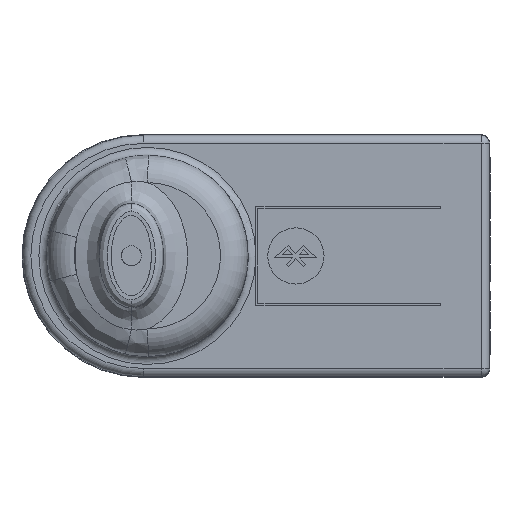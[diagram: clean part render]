
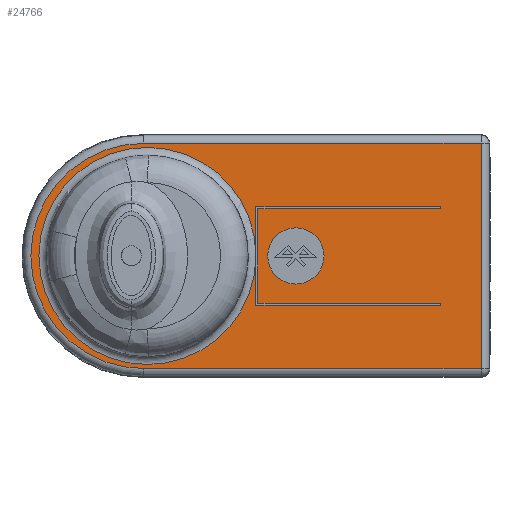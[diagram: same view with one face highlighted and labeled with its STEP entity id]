
A CAD part, top view. The second image highlights one B-rep face of the part: STEP entity #24766.
In plain terms, the highlighted face is planar.
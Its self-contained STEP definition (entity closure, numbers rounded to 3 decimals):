
#2380=FACE_BOUND('',#3906,.T.);
#2523=FACE_OUTER_BOUND('',#3905,.T.);
#3905=EDGE_LOOP('',(#16758,#16759,#16760,#16761));
#3906=EDGE_LOOP('',(#16762,#16763,#16764,#16765,#16766,#16767,#16768,#16769,
#16770,#16771,#16772));
#5320=CIRCLE('',#26230,14.);
#5321=CIRCLE('',#26231,13.5);
#5322=CIRCLE('',#26232,13.5);
#5573=LINE('',#31098,#7810);
#5574=LINE('',#31102,#7811);
#5575=LINE('',#31103,#7812);
#5576=LINE('',#31106,#7813);
#5577=LINE('',#31112,#7814);
#5578=LINE('',#31114,#7815);
#5579=LINE('',#31116,#7816);
#5580=LINE('',#31118,#7817);
#5581=LINE('',#31120,#7818);
#5582=LINE('',#31122,#7819);
#5583=LINE('',#31124,#7820);
#5584=LINE('',#31125,#7821);
#7810=VECTOR('',#27296,42.);
#7811=VECTOR('',#27299,42.);
#7812=VECTOR('',#27300,28.);
#7813=VECTOR('',#27301,10.);
#7814=VECTOR('',#27306,6.125);
#7815=VECTOR('',#27307,23.);
#7816=VECTOR('',#27308,0.25);
#7817=VECTOR('',#27309,22.75);
#7818=VECTOR('',#27310,11.75);
#7819=VECTOR('',#27311,22.75);
#7820=VECTOR('',#27312,0.25);
#7821=VECTOR('',#27313,23.);
#10018=VERTEX_POINT('',#31096);
#10019=VERTEX_POINT('',#31097);
#10020=VERTEX_POINT('',#31099);
#10021=VERTEX_POINT('',#31101);
#10022=VERTEX_POINT('',#31104);
#10023=VERTEX_POINT('',#31105);
#10024=VERTEX_POINT('',#31107);
#10025=VERTEX_POINT('',#31109);
#10026=VERTEX_POINT('',#31111);
#10027=VERTEX_POINT('',#31113);
#10028=VERTEX_POINT('',#31115);
#10029=VERTEX_POINT('',#31117);
#10030=VERTEX_POINT('',#31119);
#10031=VERTEX_POINT('',#31121);
#10032=VERTEX_POINT('',#31123);
#12666=EDGE_CURVE('',#10018,#10019,#5573,.T.);
#12667=EDGE_CURVE('',#10020,#10019,#5320,.T.);
#12668=EDGE_CURVE('',#10020,#10021,#5574,.T.);
#12669=EDGE_CURVE('',#10021,#10018,#5575,.T.);
#12670=EDGE_CURVE('',#10022,#10023,#5576,.T.);
#12671=EDGE_CURVE('',#10023,#10024,#5321,.T.);
#12672=EDGE_CURVE('',#10024,#10025,#5322,.T.);
#12673=EDGE_CURVE('',#10025,#10026,#5577,.T.);
#12674=EDGE_CURVE('',#10026,#10027,#5578,.T.);
#12675=EDGE_CURVE('',#10027,#10028,#5579,.T.);
#12676=EDGE_CURVE('',#10029,#10028,#5580,.T.);
#12677=EDGE_CURVE('',#10030,#10029,#5581,.T.);
#12678=EDGE_CURVE('',#10030,#10031,#5582,.T.);
#12679=EDGE_CURVE('',#10031,#10032,#5583,.T.);
#12680=EDGE_CURVE('',#10032,#10022,#5584,.T.);
#16758=ORIENTED_EDGE('',*,*,#12666,.T.);
#16759=ORIENTED_EDGE('',*,*,#12667,.F.);
#16760=ORIENTED_EDGE('',*,*,#12668,.T.);
#16761=ORIENTED_EDGE('',*,*,#12669,.T.);
#16762=ORIENTED_EDGE('',*,*,#12670,.T.);
#16763=ORIENTED_EDGE('',*,*,#12671,.T.);
#16764=ORIENTED_EDGE('',*,*,#12672,.T.);
#16765=ORIENTED_EDGE('',*,*,#12673,.T.);
#16766=ORIENTED_EDGE('',*,*,#12674,.T.);
#16767=ORIENTED_EDGE('',*,*,#12675,.T.);
#16768=ORIENTED_EDGE('',*,*,#12676,.F.);
#16769=ORIENTED_EDGE('',*,*,#12677,.F.);
#16770=ORIENTED_EDGE('',*,*,#12678,.T.);
#16771=ORIENTED_EDGE('',*,*,#12679,.T.);
#16772=ORIENTED_EDGE('',*,*,#12680,.T.);
#24179=PLANE('',#26229);
#24766=ADVANCED_FACE('',(#2523,#2380),#24179,.T.);
#26229=AXIS2_PLACEMENT_3D('',#31095,#27294,#27295);
#26230=AXIS2_PLACEMENT_3D('',#31100,#27297,#27298);
#26231=AXIS2_PLACEMENT_3D('',#31108,#27302,#27303);
#26232=AXIS2_PLACEMENT_3D('',#31110,#27304,#27305);
#27294=DIRECTION('center_axis',(0.,1.,0.));
#27295=DIRECTION('ref_axis',(1.,0.,0.));
#27296=DIRECTION('',(-1.,0.,0.));
#27297=DIRECTION('center_axis',(0.,-1.,0.));
#27298=DIRECTION('ref_axis',(-0.01,0.,1.));
#27299=DIRECTION('',(1.,0.,0.));
#27300=DIRECTION('',(0.,0.,-1.));
#27301=DIRECTION('',(0.,0.,-1.));
#27302=DIRECTION('center_axis',(0.,-1.,0.));
#27303=DIRECTION('ref_axis',(-1.,0.,0.));
#27304=DIRECTION('center_axis',(0.,-1.,0.));
#27305=DIRECTION('ref_axis',(-1.,0.,0.));
#27306=DIRECTION('',(0.,0.,-1.));
#27307=DIRECTION('',(1.,0.,0.));
#27308=DIRECTION('',(0.,0.,1.));
#27309=DIRECTION('',(1.,0.,0.));
#27310=DIRECTION('',(0.,0.,-1.));
#27311=DIRECTION('',(1.,0.,0.));
#27312=DIRECTION('',(0.,0.,1.));
#27313=DIRECTION('',(-1.,0.,0.));
#31095=CARTESIAN_POINT('Origin',(0.,7.,0.));
#31096=CARTESIAN_POINT('',(28.,7.,-14.));
#31097=CARTESIAN_POINT('',(-14.,7.,-14.));
#31098=CARTESIAN_POINT('',(28.,7.,-14.));
#31099=CARTESIAN_POINT('',(-14.,7.,14.));
#31100=CARTESIAN_POINT('Origin',(-14.,7.,0.));
#31101=CARTESIAN_POINT('',(28.,7.,14.));
#31102=CARTESIAN_POINT('',(-14.,7.,14.));
#31103=CARTESIAN_POINT('',(28.,7.,14.));
#31104=CARTESIAN_POINT('',(0.,7.,6.125));
#31105=CARTESIAN_POINT('',(0.,7.,0.014));
#31106=CARTESIAN_POINT('',(0.,7.,-3.063));
#31107=CARTESIAN_POINT('',(-0.001,7.,0.119));
#31108=CARTESIAN_POINT('Origin',(-13.5,7.,0.));
#31109=CARTESIAN_POINT('',(0.,7.,0.));
#31110=CARTESIAN_POINT('Origin',(-13.5,7.,0.));
#31111=CARTESIAN_POINT('',(0.,7.,-6.125));
#31112=CARTESIAN_POINT('',(0.,7.,0.));
#31113=CARTESIAN_POINT('',(23.,7.,-6.125));
#31114=CARTESIAN_POINT('',(0.,7.,-6.125));
#31115=CARTESIAN_POINT('',(23.,7.,-5.875));
#31116=CARTESIAN_POINT('',(23.,7.,-6.125));
#31117=CARTESIAN_POINT('',(0.25,7.,-5.875));
#31118=CARTESIAN_POINT('',(0.25,7.,-5.875));
#31119=CARTESIAN_POINT('',(0.25,7.,5.875));
#31120=CARTESIAN_POINT('',(0.25,7.,5.875));
#31121=CARTESIAN_POINT('',(23.,7.,5.875));
#31122=CARTESIAN_POINT('',(0.25,7.,5.875));
#31123=CARTESIAN_POINT('',(23.,7.,6.125));
#31124=CARTESIAN_POINT('',(23.,7.,5.875));
#31125=CARTESIAN_POINT('',(23.,7.,6.125));
